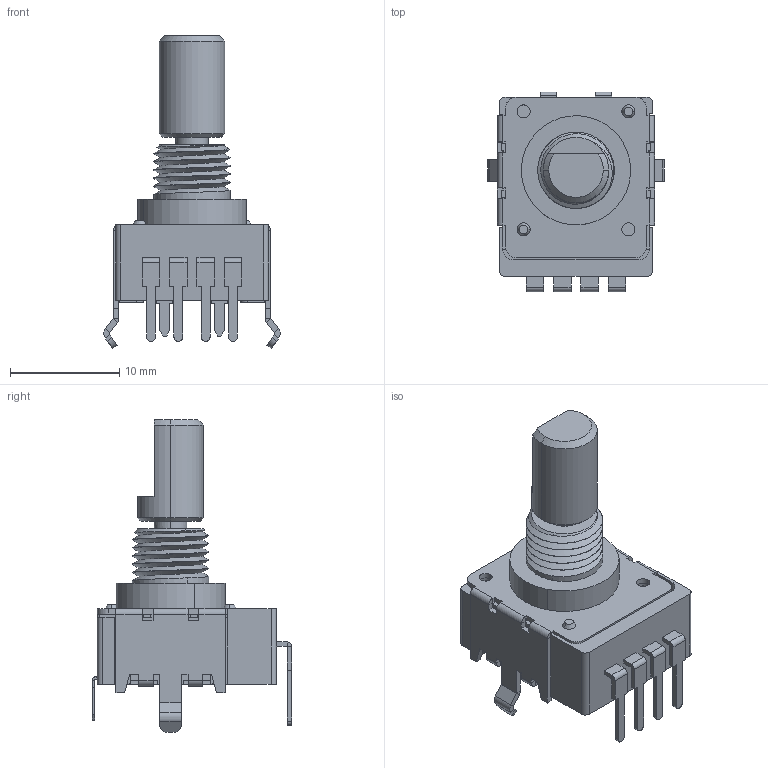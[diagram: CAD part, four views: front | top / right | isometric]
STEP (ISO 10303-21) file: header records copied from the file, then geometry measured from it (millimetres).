
FILE_DESCRIPTION(('FreeCAD Model'),'2;1');
FILE_NAME('Open CASCADE Shape Model','2025-05-30T11:58:42',('FreeCAD'),( 'FreeCAD'),'Open CASCADE STEP processor 7.7','FreeCAD','Unknown');
FILE_SCHEMA(('AUTOMOTIVE_DESIGN { 1 0 10303 214 1 1 1 1 }'));
Length unit declared in the file: millimetre
Products named in the file (1): Open CASCADE STEP translator 7.7 1
Bounding box: 16.15 x 18.27 x 28.64 mm (x, y, z)
Volume: 1596.9 mm3; surface area: 2840.2 mm2
Topology: 1 solids, 1 shells, 793 faces, 2050 edges, 1279 vertices
Faces by surface type: plane 556, cylinder 210, cone 19, torus 4, revolution 2, bspline 2
Entity records: 24600 total; most frequent: CARTESIAN_POINT 4968, DIRECTION 4100, ORIENTED_EDGE 4096, EDGE_CURVE 2048, LINE 1510, VECTOR 1510, AXIS2_PLACEMENT_3D 1294, VERTEX_POINT 1279
